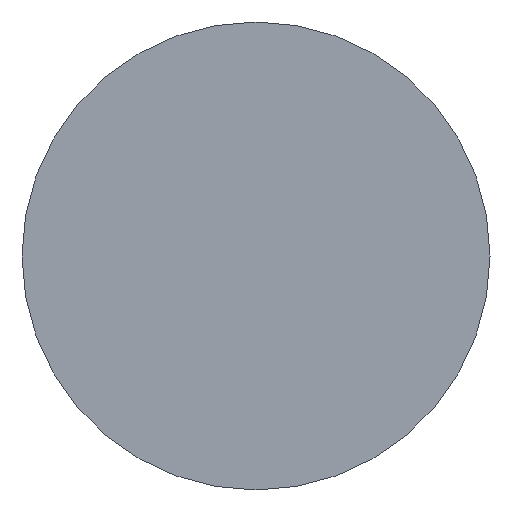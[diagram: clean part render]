
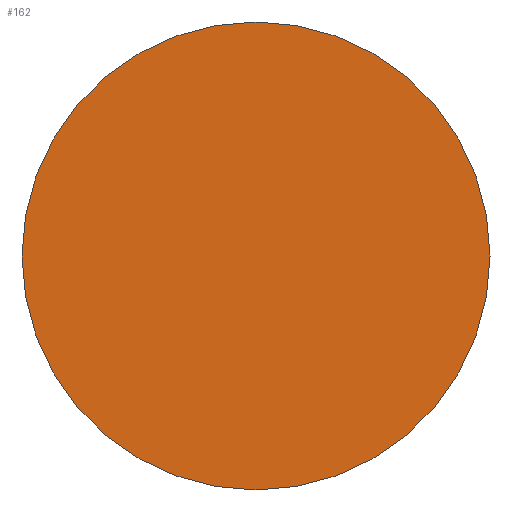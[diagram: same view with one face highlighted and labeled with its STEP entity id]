
A CAD part, left-side view. The second image highlights one B-rep face of the part: STEP entity #162.
In plain terms, the highlighted planar face has unit normal (-1, 0, 0).
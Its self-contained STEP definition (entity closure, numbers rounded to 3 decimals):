
#4 = CIRCLE ( 'NONE', #139, 12.7 ) ;
#23 = EDGE_LOOP ( 'NONE', ( #43, #78 ) ) ;
#25 = DIRECTION ( 'NONE',  ( 0., 0., -1. ) ) ;
#32 = DIRECTION ( 'NONE',  ( 0., 0., 1. ) ) ;
#37 = EDGE_CURVE ( 'NONE', #154, #119, #110, .T. ) ;
#43 = ORIENTED_EDGE ( 'NONE', *, *, #37, .T. ) ;
#54 = EDGE_CURVE ( 'NONE', #119, #154, #4, .T. ) ;
#60 = DIRECTION ( 'NONE',  ( -1., 0., 0. ) ) ;
#66 = AXIS2_PLACEMENT_3D ( 'NONE', #122, #137, #32 ) ;
#70 = CARTESIAN_POINT ( 'NONE',  ( 380.307, 118.35, 0. ) ) ;
#78 = ORIENTED_EDGE ( 'NONE', *, *, #54, .T. ) ;
#80 = DIRECTION ( 'NONE',  ( 0., 0., 1. ) ) ;
#82 = CARTESIAN_POINT ( 'NONE',  ( 380.307, 118.35, -12.7 ) ) ;
#86 = DIRECTION ( 'NONE',  ( 1., 0., 0. ) ) ;
#110 = CIRCLE ( 'NONE', #66, 12.7 ) ;
#113 = CARTESIAN_POINT ( 'NONE',  ( 380.307, 118.35, 12.7 ) ) ;
#114 = PLANE ( 'NONE',  #135 ) ;
#119 = VERTEX_POINT ( 'NONE', #82 ) ;
#122 = CARTESIAN_POINT ( 'NONE',  ( 380.307, 118.35, 0. ) ) ;
#135 = AXIS2_PLACEMENT_3D ( 'NONE', #70, #86, #25 ) ;
#137 = DIRECTION ( 'NONE',  ( -1., 0., 0. ) ) ;
#139 = AXIS2_PLACEMENT_3D ( 'NONE', #182, #60, #80 ) ;
#154 = VERTEX_POINT ( 'NONE', #113 ) ;
#162 = ADVANCED_FACE ( 'NONE', ( #173 ), #114, .F. ) ;
#173 = FACE_OUTER_BOUND ( 'NONE', #23, .T. ) ;
#182 = CARTESIAN_POINT ( 'NONE',  ( 380.307, 118.35, 0. ) ) ;
